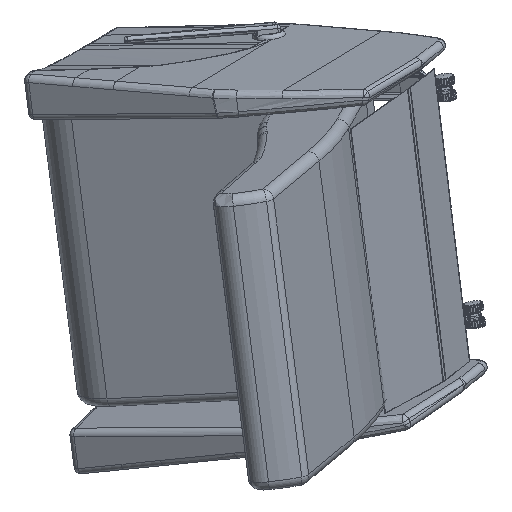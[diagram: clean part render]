
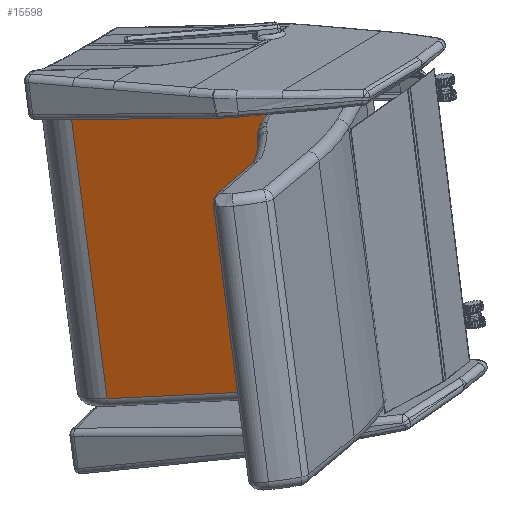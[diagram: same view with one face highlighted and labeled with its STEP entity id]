
A CAD part, isometric view. The second image highlights one B-rep face of the part: STEP entity #15598.
In plain terms, the highlighted face is planar.
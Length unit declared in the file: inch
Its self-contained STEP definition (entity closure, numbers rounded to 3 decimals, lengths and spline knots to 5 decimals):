
#827=PLANE('',#16918);
#1489=LINE('',#26693,#2699);
#1495=LINE('',#26712,#2705);
#1496=LINE('',#26714,#2706);
#1497=LINE('',#26715,#2707);
#2699=VECTOR('',#18878,0.3937);
#2705=VECTOR('',#18902,0.3937);
#2706=VECTOR('',#18903,0.3937);
#2707=VECTOR('',#18904,0.3937);
#4236=FACE_OUTER_BOUND('',#5160,.T.);
#5160=EDGE_LOOP('',(#11398,#11399,#11400,#11401));
#7148=VERTEX_POINT('',#26690);
#7149=VERTEX_POINT('',#26692);
#7153=VERTEX_POINT('',#26711);
#7154=VERTEX_POINT('',#26713);
#8743=EDGE_CURVE('',#7148,#7149,#1489,.T.);
#8753=EDGE_CURVE('',#7148,#7153,#1495,.T.);
#8754=EDGE_CURVE('',#7154,#7153,#1496,.T.);
#8755=EDGE_CURVE('',#7149,#7154,#1497,.T.);
#11398=ORIENTED_EDGE('',*,*,#8743,.F.);
#11399=ORIENTED_EDGE('',*,*,#8753,.T.);
#11400=ORIENTED_EDGE('',*,*,#8754,.F.);
#11401=ORIENTED_EDGE('',*,*,#8755,.F.);
#15598=ADVANCED_FACE('',(#4236),#827,.T.);
#16918=AXIS2_PLACEMENT_3D('',#26710,#18900,#18901);
#18878=DIRECTION('',(0.,-1.,0.));
#18900=DIRECTION('center_axis',(-1.,0.,0.));
#18901=DIRECTION('ref_axis',(0.,1.,0.));
#18902=DIRECTION('',(0.,0.,-1.));
#18903=DIRECTION('',(0.,1.,0.));
#18904=DIRECTION('',(0.,0.,-1.));
#26690=CARTESIAN_POINT('',(0.06328,23.50199,-0.75));
#26692=CARTESIAN_POINT('',(0.06328,3.00199,-0.75));
#26693=CARTESIAN_POINT('',(0.06328,12.10103,-0.75));
#26710=CARTESIAN_POINT('Origin',(0.06328,11.62499,0.));
#26711=CARTESIAN_POINT('',(0.06328,23.50199,-22.25));
#26712=CARTESIAN_POINT('',(0.06328,23.50199,0.));
#26713=CARTESIAN_POINT('',(0.06328,3.00199,-22.25));
#26714=CARTESIAN_POINT('',(0.06328,12.10103,-22.25));
#26715=CARTESIAN_POINT('',(0.06328,3.00199,0.));
